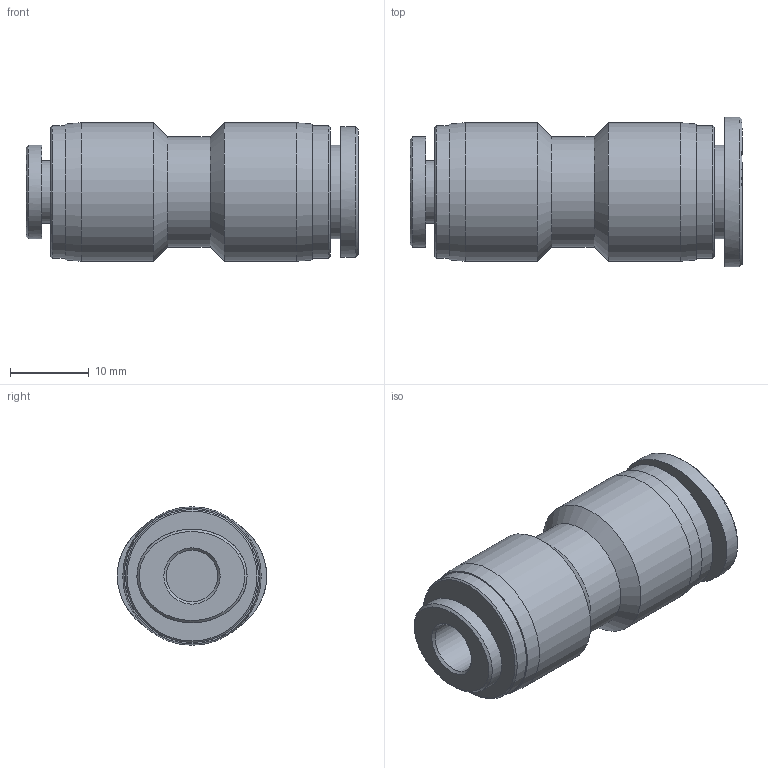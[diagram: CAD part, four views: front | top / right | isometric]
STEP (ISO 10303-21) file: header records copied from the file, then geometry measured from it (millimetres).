
FILE_DESCRIPTION((''),'2;1');
FILE_NAME('PG 3_8-1_4.stp','2016-10-12T10:03:24',('Administrator'),(''),'Autodesk Inventor 2013','Autodesk Inventor 2013','');
FILE_SCHEMA(('CONFIG_CONTROL_DESIGN'));
Length unit declared in the file: millimetre
Products named in the file (4): PG 3_8-1_4; NUC 3_8 BODY(INSERT); SLEEVE N1_4-(3_8-1_4L); SLEEVE N3_8L
Assembly tree (3 placements, depth 2):
  PG 3_8-1_4
    NUC 3_8 BODY(INSERT)
    SLEEVE N1_4-(3_8-1_4L)
    SLEEVE N3_8L
Bounding box: 42.2 x 19 x 17.6 mm (x, y, z)
Volume: 6752.6 mm3; surface area: 4772.7 mm2
Topology: 3 solids, 3 shells, 35 faces, 57 edges, 34 vertices
Faces by surface type: plane 12, cylinder 11, cone 8, bspline 4
Full cylindrical faces by diameter (mm): 6.55 x2, 7.9 x1, 9.75 x2, 11.9 x1, 14 x1, 16.9 x2, 17.6 x2
Entity records: 1012 total; most frequent: CARTESIAN_POINT 326, DIRECTION 138, ORIENTED_EDGE 72, AXIS2_PLACEMENT_3D 68, EDGE_LOOP 66, EDGE_CURVE 36, FACE_OUTER_BOUND 35, ADVANCED_FACE 35
